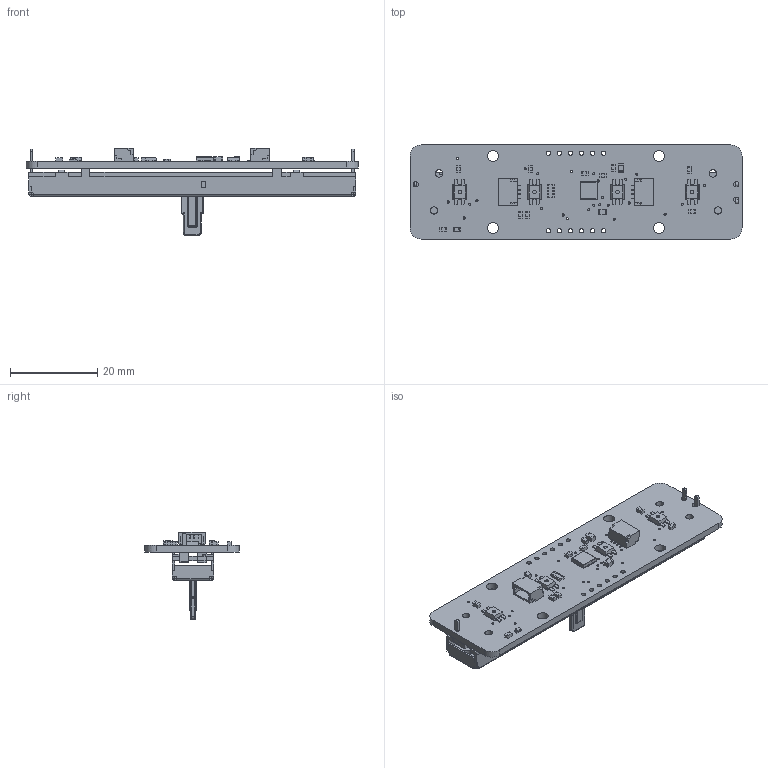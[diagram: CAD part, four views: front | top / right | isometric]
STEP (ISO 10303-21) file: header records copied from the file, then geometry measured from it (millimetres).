
FILE_DESCRIPTION(/* description */ (''),/* implementation_level */ '2;1');
FILE_NAME(/* name */ 'PCB Component.step',/* time_stamp */ '2022-09-28T08:40:33-04:00',/* author */ (''),/* organization */ (''),/* preprocessor_version */ 'ST-DEVELOPER v19',/* originating_system */ 'Autodesk Translation Framework v11.7.0.108',/* authorisation */ '');
FILE_SCHEMA (('AUTOMOTIVE_DESIGN { 1 0 10303 214 3 1 1 }'));
Length unit declared in the file: millimetre
Products named in the file (10): PCB Component; Board; WS2812B_SK6812E; 10K; 10uF; STEMMA_I2C_QT; GREEN; SLIDE_POT_75MM; ATTINY8X7-MU; 10K_1
Assembly tree (23 placements, depth 2):
  PCB Component
    Board
    WS2812B_SK6812E  x4
    10K  x10
    10uF  x2
    STEMMA_I2C_QT  x2
    GREEN
    SLIDE_POT_75MM
    ATTINY8X7-MU
    10K_1
Bounding box: 76.2 x 21.59 x 20.03 mm (x, y, z)
Volume: 4921.6 mm3; surface area: 10389 mm2
Topology: 61 solids, 61 shells, 1316 faces, 3377 edges, 2194 vertices
Faces by surface type: plane 1116, cylinder 174, bspline 8, sphere 8, torus 8, cone 2
Full cylindrical faces by diameter (mm): 0.483 x2, 0.5 x25, 0.8 x4, 1 x15, 1.2 x3, 1.7 x4, 1.8 x4, 2 x3, 2.4 x4, 2.5 x4
Entity records: 31075 total; most frequent: CARTESIAN_POINT 5721, ORIENTED_EDGE 5030, DIRECTION 4853, EDGE_CURVE 2515, LINE 2155, VECTOR 2155, VERTEX_POINT 1633, AXIS2_PLACEMENT_3D 1349
